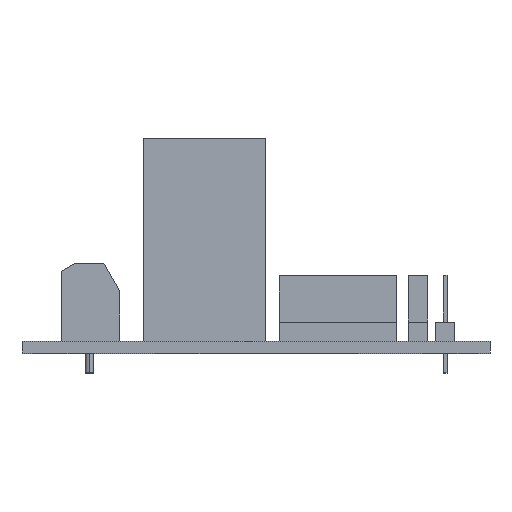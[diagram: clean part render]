
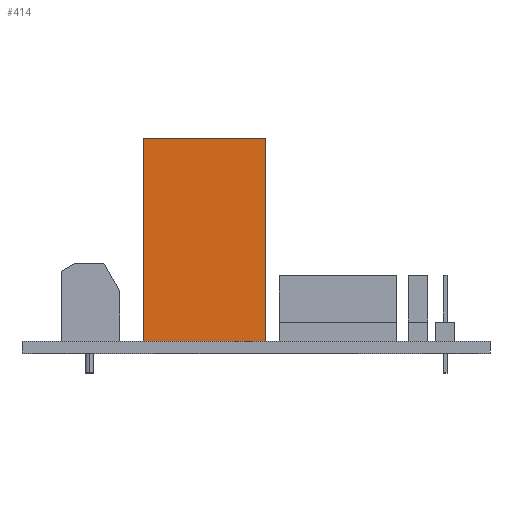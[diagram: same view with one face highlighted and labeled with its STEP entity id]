
A CAD part, top view. The second image highlights one B-rep face of the part: STEP entity #414.
In plain terms, the highlighted planar face has unit normal (0, 0, 1).
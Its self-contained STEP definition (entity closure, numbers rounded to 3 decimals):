
#221 = CARTESIAN_POINT ( 'NONE',  ( 1.2, 27.5, 11.1 ) ) ;
#262 = CARTESIAN_POINT ( 'NONE',  ( -14.4, 27.5, 11.1 ) ) ;
#297 = CARTESIAN_POINT ( 'NONE',  ( -14.4, 1.5, 11.1 ) ) ;
#350 = DIRECTION ( 'NONE',  ( 0., 0., -1. ) ) ;
#414 = ADVANCED_FACE ( 'NONE', ( #12825 ), #18130, .F. ) ;
#673 = VECTOR ( 'NONE', #5339, 1000. ) ;
#967 = CARTESIAN_POINT ( 'NONE',  ( -14.4, 27.5, 11.1 ) ) ;
#1162 = CARTESIAN_POINT ( 'NONE',  ( -7.302, 1.5, 11.1 ) ) ;
#1374 = ORIENTED_EDGE ( 'NONE', *, *, #6762, .T. ) ;
#1868 = VERTEX_POINT ( 'NONE', #262 ) ;
#3576 = EDGE_CURVE ( 'NONE', #1868, #4978, #18870, .T. ) ;
#3741 = LINE ( 'NONE', #5395, #673 ) ;
#4691 = EDGE_CURVE ( 'NONE', #4978, #13148, #3741, .T. ) ;
#4929 = LINE ( 'NONE', #967, #12402 ) ;
#4956 = AXIS2_PLACEMENT_3D ( 'NONE', #6251, #350, #10830 ) ;
#4978 = VERTEX_POINT ( 'NONE', #221 ) ;
#5339 = DIRECTION ( 'NONE',  ( 0., -1., 0. ) ) ;
#5395 = CARTESIAN_POINT ( 'NONE',  ( 1.2, 27.5, 11.1 ) ) ;
#6251 = CARTESIAN_POINT ( 'NONE',  ( -7.302, 27.5, 11.1 ) ) ;
#6762 = EDGE_CURVE ( 'NONE', #1868, #18866, #4929, .T. ) ;
#7003 = CARTESIAN_POINT ( 'NONE',  ( -14.4, 27.5, 11.1 ) ) ;
#7166 = DIRECTION ( 'NONE',  ( 1., 0., 0. ) ) ;
#7933 = EDGE_LOOP ( 'NONE', ( #18027, #17239, #14531, #1374 ) ) ;
#9989 = DIRECTION ( 'NONE',  ( 0., -1., 0. ) ) ;
#10830 = DIRECTION ( 'NONE',  ( -1., 0., 0. ) ) ;
#10850 = CARTESIAN_POINT ( 'NONE',  ( 1.2, 1.5, 11.1 ) ) ;
#11064 = VECTOR ( 'NONE', #17418, 1000. ) ;
#12402 = VECTOR ( 'NONE', #9989, 1000. ) ;
#12825 = FACE_OUTER_BOUND ( 'NONE', #7933, .T. ) ;
#13148 = VERTEX_POINT ( 'NONE', #10850 ) ;
#13920 = VECTOR ( 'NONE', #7166, 1000. ) ;
#14531 = ORIENTED_EDGE ( 'NONE', *, *, #3576, .F. ) ;
#16646 = EDGE_CURVE ( 'NONE', #18866, #13148, #17802, .T. ) ;
#17239 = ORIENTED_EDGE ( 'NONE', *, *, #4691, .F. ) ;
#17418 = DIRECTION ( 'NONE',  ( 1., 0., 0. ) ) ;
#17802 = LINE ( 'NONE', #1162, #13920 ) ;
#18027 = ORIENTED_EDGE ( 'NONE', *, *, #16646, .T. ) ;
#18130 = PLANE ( 'NONE',  #4956 ) ;
#18866 = VERTEX_POINT ( 'NONE', #297 ) ;
#18870 = LINE ( 'NONE', #7003, #11064 ) ;
